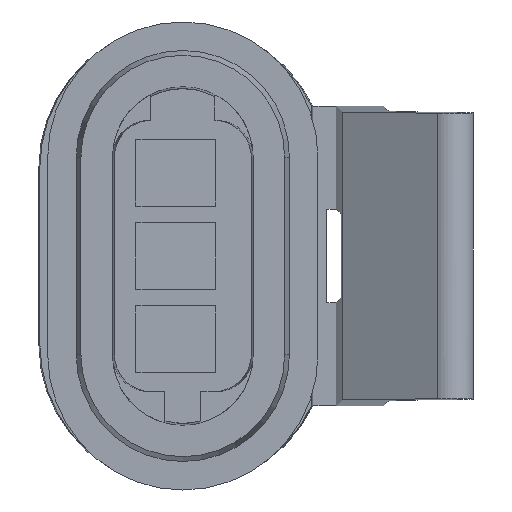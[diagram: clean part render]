
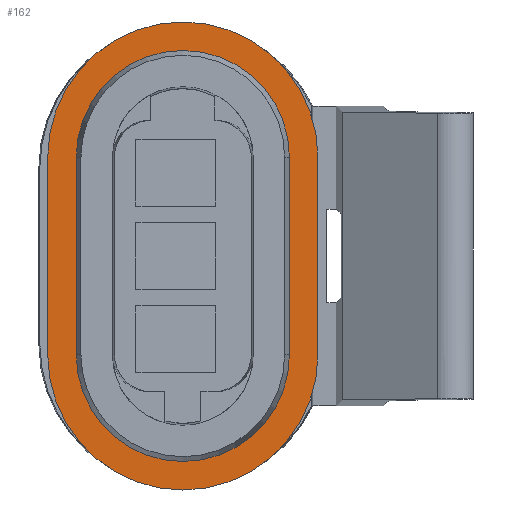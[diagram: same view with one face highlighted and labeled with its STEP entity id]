
A CAD part, front view. The second image highlights one B-rep face of the part: STEP entity #162.
In plain terms, the highlighted planar face has unit normal (0, -1, 0).
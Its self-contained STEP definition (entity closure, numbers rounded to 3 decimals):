
#162=ADVANCED_FACE('',(#322,#323),#254,.T.);
#254=PLANE('',#1694);
#322=FACE_BOUND('',#349,.T.);
#323=FACE_BOUND('',#350,.T.);
#349=EDGE_LOOP('',(#596,#597,#598,#599));
#350=EDGE_LOOP('',(#600,#601,#602,#603));
#491=CIRCLE('',#1690,4.481);
#492=CIRCLE('',#1691,4.481);
#493=CIRCLE('',#1692,5.68);
#494=CIRCLE('',#1693,5.68);
#596=ORIENTED_EDGE('',*,*,#1198,.F.);
#597=ORIENTED_EDGE('',*,*,#1199,.T.);
#598=ORIENTED_EDGE('',*,*,#1200,.T.);
#599=ORIENTED_EDGE('',*,*,#1201,.F.);
#600=ORIENTED_EDGE('',*,*,#1202,.F.);
#601=ORIENTED_EDGE('',*,*,#1203,.T.);
#602=ORIENTED_EDGE('',*,*,#1204,.T.);
#603=ORIENTED_EDGE('',*,*,#1205,.F.);
#1050=VERTEX_POINT('',#2436);
#1051=VERTEX_POINT('',#2437);
#1052=VERTEX_POINT('',#2439);
#1053=VERTEX_POINT('',#2441);
#1054=VERTEX_POINT('',#2444);
#1055=VERTEX_POINT('',#2445);
#1056=VERTEX_POINT('',#2447);
#1057=VERTEX_POINT('',#2449);
#1198=EDGE_CURVE('',#1050,#1051,#1397,.T.);
#1199=EDGE_CURVE('',#1050,#1052,#491,.T.);
#1200=EDGE_CURVE('',#1052,#1053,#1398,.T.);
#1201=EDGE_CURVE('',#1051,#1053,#492,.T.);
#1202=EDGE_CURVE('',#1054,#1055,#493,.T.);
#1203=EDGE_CURVE('',#1054,#1056,#1399,.T.);
#1204=EDGE_CURVE('',#1056,#1057,#494,.T.);
#1205=EDGE_CURVE('',#1055,#1057,#1400,.T.);
#1397=LINE('',#2435,#1551);
#1398=LINE('',#2440,#1552);
#1399=LINE('',#2446,#1553);
#1400=LINE('',#2450,#1554);
#1551=VECTOR('',#1934,1.);
#1552=VECTOR('',#1937,1.);
#1553=VECTOR('',#1942,1.);
#1554=VECTOR('',#1945,1.);
#1690=AXIS2_PLACEMENT_3D('',#2438,#1935,#1936);
#1691=AXIS2_PLACEMENT_3D('',#2442,#1938,#1939);
#1692=AXIS2_PLACEMENT_3D('',#2443,#1940,#1941);
#1693=AXIS2_PLACEMENT_3D('',#2448,#1943,#1944);
#1694=AXIS2_PLACEMENT_3D('',#2451,#1946,#1947);
#1934=DIRECTION('',(0.,0.,1.));
#1935=DIRECTION('',(0.,1.,0.));
#1936=DIRECTION('',(0.,0.,1.));
#1937=DIRECTION('',(0.,0.,1.));
#1938=DIRECTION('',(0.,-1.,0.));
#1939=DIRECTION('',(0.,0.,-1.));
#1940=DIRECTION('',(0.,1.,0.));
#1941=DIRECTION('',(0.,0.,1.));
#1942=DIRECTION('',(0.,0.,1.));
#1943=DIRECTION('',(0.,-1.,0.));
#1944=DIRECTION('',(0.,0.,-1.));
#1945=DIRECTION('',(0.,0.,1.));
#1946=DIRECTION('',(0.,-1.,0.));
#1947=DIRECTION('',(0.,0.,1.));
#2435=CARTESIAN_POINT('',(6.96,9.9,-2.207));
#2436=CARTESIAN_POINT('',(6.96,9.9,-2.207));
#2437=CARTESIAN_POINT('',(6.96,9.9,6.106));
#2438=CARTESIAN_POINT('',(2.478,9.9,-2.207));
#2439=CARTESIAN_POINT('',(-2.003,9.9,-2.207));
#2440=CARTESIAN_POINT('',(-2.003,9.9,-2.207));
#2441=CARTESIAN_POINT('',(-2.003,9.9,6.106));
#2442=CARTESIAN_POINT('',(2.478,9.9,6.106));
#2443=CARTESIAN_POINT('',(2.478,9.9,-2.207));
#2444=CARTESIAN_POINT('',(8.159,9.9,-2.207));
#2445=CARTESIAN_POINT('',(-3.202,9.9,-2.207));
#2446=CARTESIAN_POINT('',(8.159,9.9,-2.207));
#2447=CARTESIAN_POINT('',(8.159,9.9,6.106));
#2448=CARTESIAN_POINT('',(2.478,9.9,6.106));
#2449=CARTESIAN_POINT('',(-3.202,9.9,6.106));
#2450=CARTESIAN_POINT('',(-3.202,9.9,-2.207));
#2451=CARTESIAN_POINT('',(8.159,9.9,-2.207));
